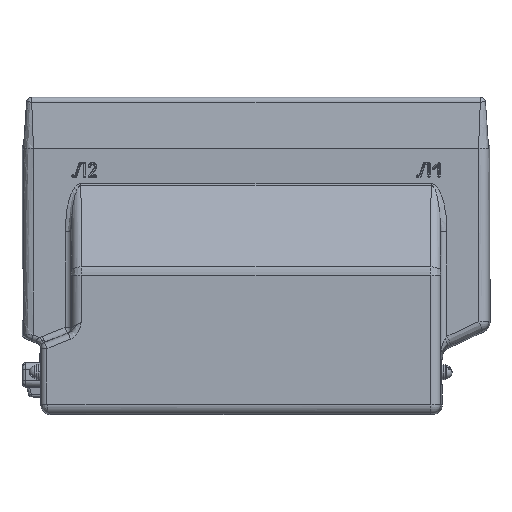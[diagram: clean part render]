
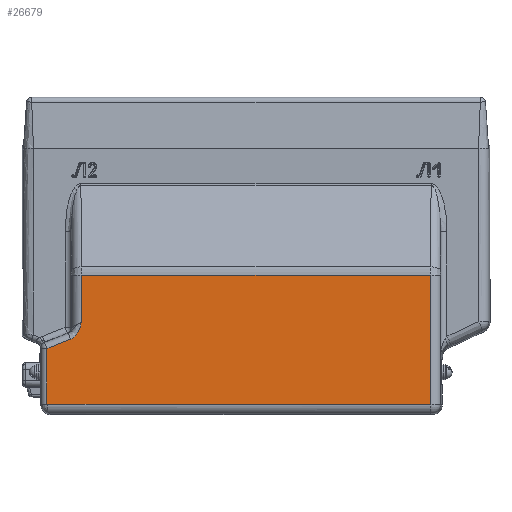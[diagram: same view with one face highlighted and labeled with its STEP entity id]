
A CAD part, top view. The second image highlights one B-rep face of the part: STEP entity #26679.
In plain terms, the highlighted planar face has unit normal (0, 0, 1).
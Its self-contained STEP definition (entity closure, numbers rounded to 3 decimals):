
#361 = EDGE_CURVE ( 'NONE', #35554, #36492, #37931, .T. ) ;
#372 = EDGE_CURVE ( 'NONE', #36492, #36214, #1955, .T. ) ;
#387 = EDGE_CURVE ( 'NONE', #36493, #35554, #1991, .T. ) ;
#398 = EDGE_CURVE ( 'NONE', #36495, #36493, #2033, .T. ) ;
#404 = EDGE_CURVE ( 'NONE', #36215, #35910, #2069, .T. ) ;
#415 = EDGE_CURVE ( 'NONE', #35910, #36495, #2113, .T. ) ;
#719 = AXIS2_PLACEMENT_3D ( 'NONE', #6044, #6050, #6051 ) ;
#1950 = VECTOR ( 'NONE', #4811, 1000. ) ;
#1955 = LINE ( 'NONE', #4805, #1950 ) ;
#1991 = LINE ( 'NONE', #4846, #2003 ) ;
#2003 = VECTOR ( 'NONE', #4847, 1000. ) ;
#2033 = LINE ( 'NONE', #4867, #2050 ) ;
#2050 = VECTOR ( 'NONE', #4873, 1000. ) ;
#2069 = LINE ( 'NONE', #4878, #2074 ) ;
#2074 = VECTOR ( 'NONE', #4887, 1000. ) ;
#2113 = LINE ( 'NONE', #4912, #2115 ) ;
#2115 = VECTOR ( 'NONE', #4913, 1000. ) ;
#2639 = FACE_OUTER_BOUND ( 'NONE', #38407, .T. ) ;
#4761 = CARTESIAN_POINT ( 'NONE',  ( 47.793, 74.363, 74. ) ) ;
#4768 = CARTESIAN_POINT ( 'NONE',  ( 47.622, 73.661, 74. ) ) ;
#4769 = CARTESIAN_POINT ( 'NONE',  ( 47.45, 72.958, 74. ) ) ;
#4770 = CARTESIAN_POINT ( 'NONE',  ( 47.088, 71.558, 74. ) ) ;
#4771 = CARTESIAN_POINT ( 'NONE',  ( 46.897, 70.86, 74. ) ) ;
#4772 = CARTESIAN_POINT ( 'NONE',  ( 46.269, 68.789, 74. ) ) ;
#4773 = CARTESIAN_POINT ( 'NONE',  ( 45.774, 67.439, 74. ) ) ;
#4774 = CARTESIAN_POINT ( 'NONE',  ( 44.767, 65.52, 74. ) ) ;
#4775 = CARTESIAN_POINT ( 'NONE',  ( 44.384, 64.896, 74. ) ) ;
#4776 = CARTESIAN_POINT ( 'NONE',  ( 43.531, 63.729, 74. ) ) ;
#4777 = CARTESIAN_POINT ( 'NONE',  ( 43.059, 63.182, 74. ) ) ;
#4778 = CARTESIAN_POINT ( 'NONE',  ( 42.276, 62.426, 74. ) ) ;
#4779 = CARTESIAN_POINT ( 'NONE',  ( 42.001, 62.184, 74. ) ) ;
#4780 = CARTESIAN_POINT ( 'NONE',  ( 41.435, 61.732, 74. ) ) ;
#4781 = CARTESIAN_POINT ( 'NONE',  ( 41.143, 61.52, 74. ) ) ;
#4782 = CARTESIAN_POINT ( 'NONE',  ( 40.239, 60.929, 74. ) ) ;
#4783 = CARTESIAN_POINT ( 'NONE',  ( 39.6, 60.594, 74. ) ) ;
#4784 = CARTESIAN_POINT ( 'NONE',  ( 38.922, 60.323, 74. ) ) ;
#4805 = CARTESIAN_POINT ( 'NONE',  ( 16.809, 51.478, 74. ) ) ;
#4811 = DIRECTION ( 'NONE',  ( -0.928, -0.371, 0. ) ) ;
#4846 = CARTESIAN_POINT ( 'NONE',  ( 47.793, 66., 74. ) ) ;
#4847 = DIRECTION ( 'NONE',  ( 0., -1., 0. ) ) ;
#4867 = CARTESIAN_POINT ( 'NONE',  ( 23., 111.621, 74. ) ) ;
#4873 = DIRECTION ( 'NONE',  ( -1., 0., 0. ) ) ;
#4878 = CARTESIAN_POINT ( 'NONE',  ( 335., 8., 74. ) ) ;
#4887 = DIRECTION ( 'NONE',  ( 1., 0., 0. ) ) ;
#4912 = CARTESIAN_POINT ( 'NONE',  ( 327.207, 115., 74. ) ) ;
#4913 = DIRECTION ( 'NONE',  ( 0., 1., 0. ) ) ;
#6044 = CARTESIAN_POINT ( 'NONE',  ( 23., 8., 74. ) ) ;
#6047 = PLANE ( 'NONE',  #719 ) ;
#6050 = DIRECTION ( 'NONE',  ( 0., 0., 1. ) ) ;
#6051 = DIRECTION ( 'NONE',  ( 1., 0., 0. ) ) ;
#18970 = CARTESIAN_POINT ( 'NONE',  ( 20., 8., 74. ) ) ;
#18971 = DIRECTION ( 'NONE',  ( 0., -1., 0. ) ) ;
#19486 = LINE ( 'NONE', #18970, #19487 ) ;
#19487 = VECTOR ( 'NONE', #18971, 1000. ) ;
#22608 = CARTESIAN_POINT ( 'NONE',  ( 47.793, 74.363, 74. ) ) ;
#22792 = CARTESIAN_POINT ( 'NONE',  ( 327.207, 8., 74. ) ) ;
#23015 = CARTESIAN_POINT ( 'NONE',  ( 20., 52.754, 74. ) ) ;
#23016 = CARTESIAN_POINT ( 'NONE',  ( 20., 8., 74. ) ) ;
#23293 = CARTESIAN_POINT ( 'NONE',  ( 38.922, 60.323, 74. ) ) ;
#23294 = CARTESIAN_POINT ( 'NONE',  ( 47.793, 111.621, 74. ) ) ;
#23296 = CARTESIAN_POINT ( 'NONE',  ( 327.207, 111.621, 74. ) ) ;
#26679 = ADVANCED_FACE ( 'NONE', ( #2639 ), #6047, .T. ) ;
#29492 = EDGE_CURVE ( 'NONE', #36214, #36215, #19486, .T. ) ;
#35554 = VERTEX_POINT ( 'NONE', #22608 ) ;
#35910 = VERTEX_POINT ( 'NONE', #22792 ) ;
#36214 = VERTEX_POINT ( 'NONE', #23015 ) ;
#36215 = VERTEX_POINT ( 'NONE', #23016 ) ;
#36492 = VERTEX_POINT ( 'NONE', #23293 ) ;
#36493 = VERTEX_POINT ( 'NONE', #23294 ) ;
#36495 = VERTEX_POINT ( 'NONE', #23296 ) ;
#37931 = B_SPLINE_CURVE_WITH_KNOTS ( 'NONE', 3,
 ( #4761, #4768, #4769, #4770, #4771, #4772, #4773, #4774, #4775, #4776, #4777, #4778, #4779, #4780, #4781, #4782, #4783, #4784 ),
 .UNSPECIFIED., .F., .F.,
 ( 4, 2, 2, 2, 2, 2, 2, 2, 4 ),
 ( 0., 0.002, 0.004, 0.009, 0.011, 0.013, 0.014, 0.015, 0.017 ),
 .UNSPECIFIED. ) ;
#38407 = EDGE_LOOP ( 'NONE', ( #40966, #40968, #40970, #40973, #40974, #40976, #40978 ) ) ;
#40966 = ORIENTED_EDGE ( 'NONE', *, *, #415, .T. ) ;
#40968 = ORIENTED_EDGE ( 'NONE', *, *, #398, .T. ) ;
#40970 = ORIENTED_EDGE ( 'NONE', *, *, #387, .T. ) ;
#40973 = ORIENTED_EDGE ( 'NONE', *, *, #361, .T. ) ;
#40974 = ORIENTED_EDGE ( 'NONE', *, *, #372, .T. ) ;
#40976 = ORIENTED_EDGE ( 'NONE', *, *, #29492, .T. ) ;
#40978 = ORIENTED_EDGE ( 'NONE', *, *, #404, .T. ) ;
